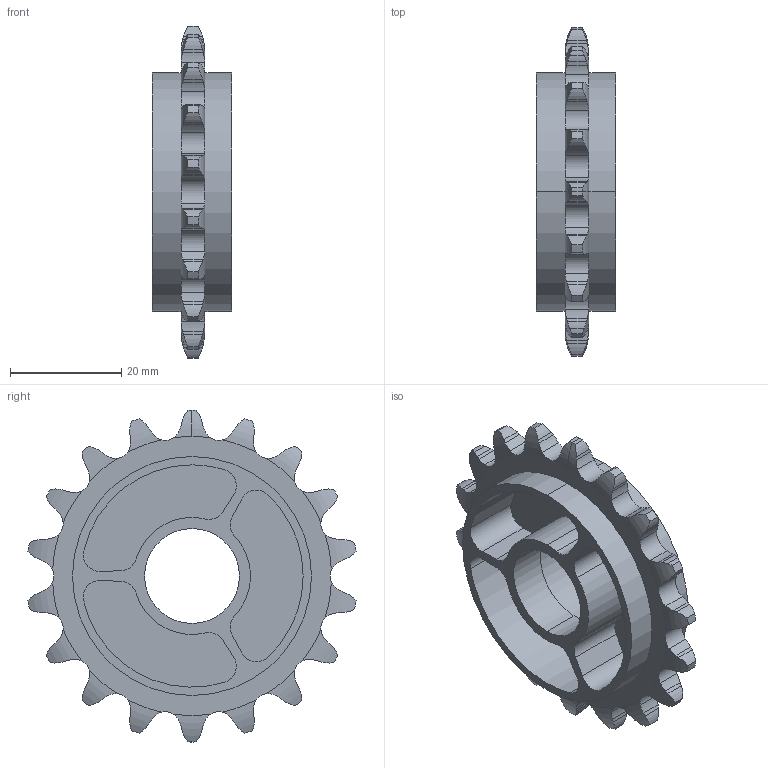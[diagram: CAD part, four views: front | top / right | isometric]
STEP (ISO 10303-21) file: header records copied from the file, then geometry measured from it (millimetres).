
FILE_DESCRIPTION (( 'STEP AP214' ), '1' );
FILE_NAME ('Cush_V3_Sprocket.STEP', '2024-05-03T05:05:22', ( '' ), ( '' ), 'SwSTEP 2.0', 'SolidWorks 2022', '' );
FILE_SCHEMA (( 'AUTOMOTIVE_DESIGN' ));
Length unit declared in the file: millimetre
Products named in the file (1): Cush_V3_Sprocket
Bounding box: 14.35 x 59.06 x 59.73 mm (x, y, z)
Volume: 11921.9 mm3; surface area: 9571.5 mm2
Topology: 1 solids, 1 shells, 238 faces, 686 edges, 456 vertices
Faces by surface type: cylinder 148, plane 50, torus 38, cone 2
Entity records: 8438 total; most frequent: CARTESIAN_POINT 2561, ORIENTED_EDGE 1372, DIRECTION 1046, EDGE_CURVE 686, VERTEX_POINT 456, AXIS2_PLACEMENT_3D 421, B_SPLINE_CURVE_WITH_KNOTS 300, EDGE_LOOP 246
